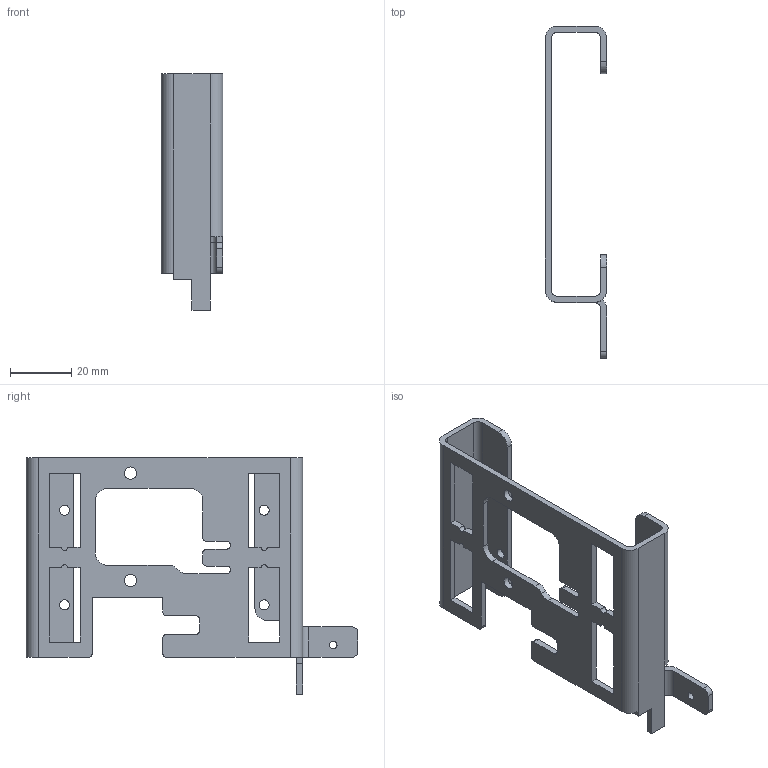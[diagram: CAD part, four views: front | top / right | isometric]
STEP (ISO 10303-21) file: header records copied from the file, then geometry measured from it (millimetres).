
FILE_DESCRIPTION(/* description */ ('PLACA EXTRUDERS'),/* implementation_level */ '2;1');
FILE_NAME(/* name */ 'C04H030030-x-carriage.stp',/* time_stamp */ '2014-12-22T14:52:25+01:00',/* author */ ('MARCHA TECHNOLOGY'),/* organization */ ('MARCHA TECHNOLOGY'),/* preprocessor_version */ 'ST-DEVELOPER v15.6',/* originating_system */ 'Autodesk Inventor 2015',/* authorisation */ '');
FILE_SCHEMA (('CONFIG_CONTROL_DESIGN'));
Length unit declared in the file: millimetre
Products named in the file (1): C04H030030-x-carriage
Bounding box: 20 x 108 x 77 mm (x, y, z)
Volume: 14380.5 mm3; surface area: 16471.7 mm2
Topology: 1 solids, 1 shells, 106 faces, 309 edges, 205 vertices
Faces by surface type: plane 63, cylinder 43
Full cylindrical faces by diameter (mm): 2.459 x1, 3.242 x4, 4 x2
Entity records: 3507 total; most frequent: CARTESIAN_POINT 604, DIRECTION 597, ORIENTED_EDGE 594, EDGE_CURVE 297, LINE 211, VECTOR 211, VERTEX_POINT 200, AXIS2_PLACEMENT_3D 193
